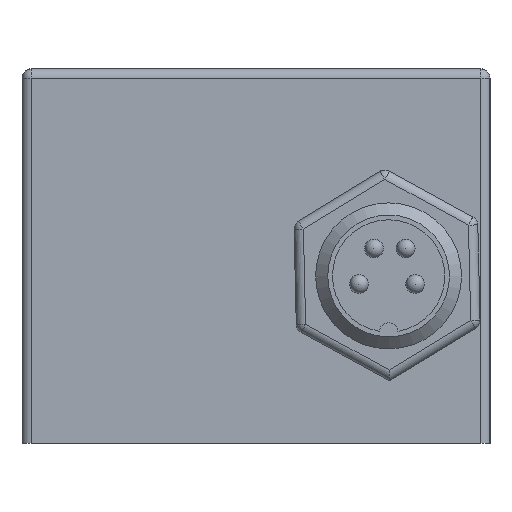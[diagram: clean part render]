
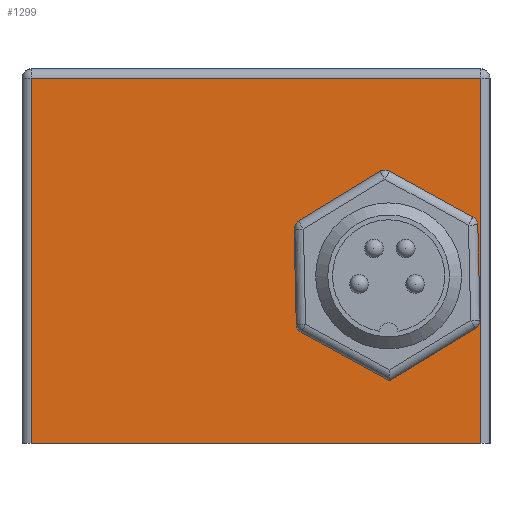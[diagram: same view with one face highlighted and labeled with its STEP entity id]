
A CAD part, left-side view. The second image highlights one B-rep face of the part: STEP entity #1299.
In plain terms, the highlighted planar face has unit normal (-1, 0, 0).
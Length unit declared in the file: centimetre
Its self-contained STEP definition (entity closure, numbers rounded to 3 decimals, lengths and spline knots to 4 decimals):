
#127=PLANE('',#1823);
#159=VECTOR('',#1456,1.);
#160=VECTOR('',#1458,1.);
#161=VECTOR('',#1460,1.);
#165=VECTOR('',#1489,1.);
#166=VECTOR('',#1491,1.);
#167=VECTOR('',#1493,1.);
#168=VECTOR('',#1497,1.);
#205=VECTOR('',#1608,1.);
#206=VECTOR('',#1609,1.);
#207=VECTOR('',#1610,1.);
#242=LINE('',#1981,#159);
#243=LINE('',#1983,#160);
#244=LINE('',#1985,#161);
#248=LINE('',#2011,#165);
#249=LINE('',#2013,#166);
#250=LINE('',#2015,#167);
#251=LINE('',#2020,#168);
#288=LINE('',#2148,#205);
#289=LINE('',#2150,#206);
#290=LINE('',#2152,#207);
#354=VERTEX_POINT('',#1903);
#355=VERTEX_POINT('',#1904);
#359=VERTEX_POINT('',#1916);
#360=VERTEX_POINT('',#1917);
#364=VERTEX_POINT('',#1932);
#365=VERTEX_POINT('',#1933);
#369=VERTEX_POINT('',#1945);
#370=VERTEX_POINT('',#1946);
#374=VERTEX_POINT('',#1961);
#375=VERTEX_POINT('',#1962);
#385=VERTEX_POINT('',#2010);
#386=VERTEX_POINT('',#2018);
#388=VERTEX_POINT('',#2021);
#436=VERTEX_POINT('',#2149);
#437=VERTEX_POINT('',#2151);
#461=CIRCLE('',#1728,0.05);
#465=CIRCLE('',#1734,0.05);
#469=CIRCLE('',#1741,0.05);
#473=CIRCLE('',#1747,0.05);
#477=CIRCLE('',#1754,0.05);
#540=EDGE_CURVE('',#354,#355,#461,.F.);
#546=EDGE_CURVE('',#359,#360,#465,.F.);
#554=EDGE_CURVE('',#364,#365,#469,.F.);
#560=EDGE_CURVE('',#369,#370,#473,.F.);
#568=EDGE_CURVE('',#374,#375,#477,.F.);
#580=EDGE_CURVE('',#354,#360,#242,.T.);
#581=EDGE_CURVE('',#359,#370,#243,.T.);
#582=EDGE_CURVE('',#369,#375,#244,.T.);
#593=EDGE_CURVE('',#374,#385,#248,.T.);
#594=EDGE_CURVE('',#385,#365,#249,.T.);
#595=EDGE_CURVE('',#364,#355,#250,.T.);
#597=EDGE_CURVE('',#386,#388,#251,.T.);
#657=EDGE_CURVE('',#436,#386,#288,.T.);
#658=EDGE_CURVE('',#437,#436,#289,.T.);
#659=EDGE_CURVE('',#388,#437,#290,.T.);
#911=ORIENTED_EDGE('',*,*,#582,.T.);
#912=ORIENTED_EDGE('',*,*,#568,.F.);
#913=ORIENTED_EDGE('',*,*,#593,.T.);
#914=ORIENTED_EDGE('',*,*,#594,.T.);
#915=ORIENTED_EDGE('',*,*,#554,.F.);
#916=ORIENTED_EDGE('',*,*,#595,.T.);
#917=ORIENTED_EDGE('',*,*,#540,.F.);
#918=ORIENTED_EDGE('',*,*,#580,.T.);
#919=ORIENTED_EDGE('',*,*,#546,.F.);
#920=ORIENTED_EDGE('',*,*,#581,.T.);
#921=ORIENTED_EDGE('',*,*,#560,.F.);
#922=ORIENTED_EDGE('',*,*,#657,.F.);
#923=ORIENTED_EDGE('',*,*,#658,.F.);
#924=ORIENTED_EDGE('',*,*,#659,.F.);
#925=ORIENTED_EDGE('',*,*,#597,.F.);
#1099=EDGE_LOOP('',(#911,#912,#913,#914,#915,#916,#917,#918,#919,#920,#921));
#1100=EDGE_LOOP('',(#922,#923,#924,#925));
#1211=FACE_BOUND('',#1099,.T.);
#1212=FACE_BOUND('',#1100,.T.);
#1299=ADVANCED_FACE('',(#1211,#1212),#127,.T.);
#1369=DIRECTION('',(1.,0.,0.));
#1370=DIRECTION('',(0.,0.044,0.024));
#1383=DIRECTION('',(1.,0.,0.));
#1384=DIRECTION('',(0.,0.001,0.05));
#1401=DIRECTION('',(1.,0.,0.));
#1402=DIRECTION('',(0.,0.043,-0.026));
#1415=DIRECTION('',(1.,0.,0.));
#1416=DIRECTION('',(0.,-0.043,0.026));
#1433=DIRECTION('',(1.,0.,0.));
#1434=DIRECTION('',(0.,-0.044,-0.024));
#1456=DIRECTION('',(0.,-0.854,0.52));
#1458=DIRECTION('',(0.,-0.878,-0.48));
#1460=DIRECTION('',(0.,-0.023,-1.));
#1489=DIRECTION('',(0.,0.854,-0.52));
#1491=DIRECTION('',(0.,0.878,0.48));
#1493=DIRECTION('',(0.,0.023,1.));
#1497=DIRECTION('',(0.,1.,0.));
#1607=DIRECTION('',(-1.,0.,0.));
#1608=DIRECTION('',(0.,0.,-1.));
#1609=DIRECTION('',(0.,-1.,0.));
#1610=DIRECTION('',(0.,0.,1.));
#1728=AXIS2_PLACEMENT_3D('',#1902,#1369,#1370);
#1734=AXIS2_PLACEMENT_3D('',#1915,#1383,#1384);
#1741=AXIS2_PLACEMENT_3D('',#1931,#1401,#1402);
#1747=AXIS2_PLACEMENT_3D('',#1944,#1415,#1416);
#1754=AXIS2_PLACEMENT_3D('',#1960,#1433,#1434);
#1823=AXIS2_PLACEMENT_3D('',#2147,#1607,$);
#1902=CARTESIAN_POINT('',(0.,0.9968,1.1442));
#1903=CARTESIAN_POINT('',(0.,1.0228,1.1869));
#1904=CARTESIAN_POINT('',(0.,1.0468,1.143));
#1915=CARTESIAN_POINT('',(0.,0.562,1.4091));
#1916=CARTESIAN_POINT('',(0.,0.538,1.4529));
#1917=CARTESIAN_POINT('',(0.,0.588,1.4518));
#1931=CARTESIAN_POINT('',(0.,0.9849,0.6351));
#1932=CARTESIAN_POINT('',(0.,1.0349,0.6339));
#1933=CARTESIAN_POINT('',(0.,1.0089,0.5912));
#1944=CARTESIAN_POINT('',(0.,0.1151,1.1649));
#1945=CARTESIAN_POINT('',(0.,0.0651,1.1661));
#1946=CARTESIAN_POINT('',(0.,0.0911,1.2088));
#1960=CARTESIAN_POINT('',(0.,0.1032,0.6558));
#1961=CARTESIAN_POINT('',(0.,0.0772,0.6131));
#1962=CARTESIAN_POINT('',(0.,0.0532,0.657));
#1981=CARTESIAN_POINT('',(0.,1.2606,1.042));
#1983=CARTESIAN_POINT('',(0.,0.3947,1.3746));
#1985=CARTESIAN_POINT('',(0.,0.0488,0.47));
#2010=CARTESIAN_POINT('',(0.,0.5367,0.3332));
#2011=CARTESIAN_POINT('',(0.,0.7498,0.2034));
#2013=CARTESIAN_POINT('',(0.,0.8656,0.513));
#2015=CARTESIAN_POINT('',(0.,1.0305,0.4469));
#2018=CARTESIAN_POINT('',(0.,0.05,0.));
#2020=CARTESIAN_POINT('',(0.,0.,0.));
#2021=CARTESIAN_POINT('',(0.,2.45,0.));
#2147=CARTESIAN_POINT('',(0.,1.25,0.));
#2148=CARTESIAN_POINT('',(0.,0.05,0.));
#2149=CARTESIAN_POINT('',(0.,0.05,1.95));
#2150=CARTESIAN_POINT('',(0.,1.25,1.95));
#2151=CARTESIAN_POINT('',(0.,2.45,1.95));
#2152=CARTESIAN_POINT('',(0.,2.45,0.));
